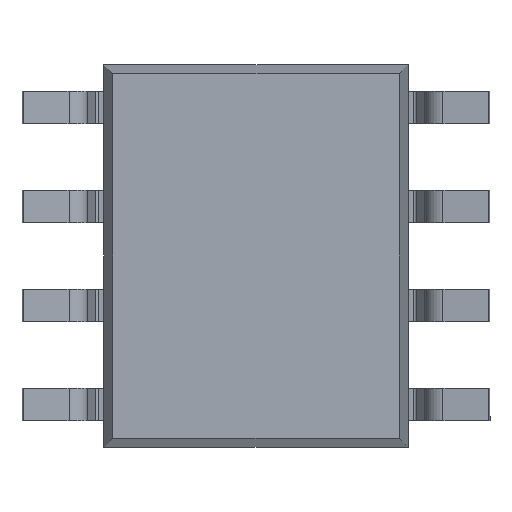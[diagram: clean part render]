
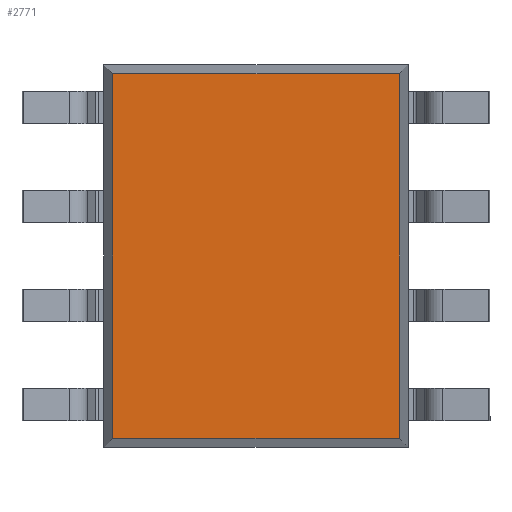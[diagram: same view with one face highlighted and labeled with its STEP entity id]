
A CAD part, front view. The second image highlights one B-rep face of the part: STEP entity #2771.
In plain terms, the highlighted planar face has unit normal (0, -1, 0).
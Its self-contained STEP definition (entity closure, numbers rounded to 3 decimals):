
#110 = CARTESIAN_POINT ( 'NONE',  ( -1.95, 0.25, -2.337 ) ) ;
#116 = ORIENTED_EDGE ( 'NONE', *, *, #1924, .T. ) ;
#123 = VERTEX_POINT ( 'NONE', #807 ) ;
#143 = DIRECTION ( 'NONE',  ( 0., 0., 1. ) ) ;
#179 = VECTOR ( 'NONE', #3348, 1000. ) ;
#314 = CARTESIAN_POINT ( 'NONE',  ( 0., 0.25, 0. ) ) ;
#343 = AXIS2_PLACEMENT_3D ( 'NONE', #314, #1587, #1324 ) ;
#388 = LINE ( 'NONE', #408, #541 ) ;
#408 = CARTESIAN_POINT ( 'NONE',  ( 1.837, 0.25, -2.45 ) ) ;
#541 = VECTOR ( 'NONE', #143, 1000. ) ;
#807 = CARTESIAN_POINT ( 'NONE',  ( 1.837, 0.25, 2.337 ) ) ;
#917 = ORIENTED_EDGE ( 'NONE', *, *, #3352, .T. ) ;
#993 = LINE ( 'NONE', #1331, #1027 ) ;
#1027 = VECTOR ( 'NONE', #3856, 1000. ) ;
#1060 = CARTESIAN_POINT ( 'NONE',  ( -1.837, 0.25, 2.337 ) ) ;
#1324 = DIRECTION ( 'NONE',  ( 1., 0., 0. ) ) ;
#1331 = CARTESIAN_POINT ( 'NONE',  ( -1.837, 0.25, 2.45 ) ) ;
#1401 = CARTESIAN_POINT ( 'NONE',  ( 1.95, 0.25, 2.337 ) ) ;
#1469 = EDGE_CURVE ( 'NONE', #3817, #123, #388, .T. ) ;
#1566 = PLANE ( 'NONE',  #343 ) ;
#1587 = DIRECTION ( 'NONE',  ( 0., -1., 0. ) ) ;
#1674 = ORIENTED_EDGE ( 'NONE', *, *, #3630, .T. ) ;
#1924 = EDGE_CURVE ( 'NONE', #2160, #3817, #3612, .T. ) ;
#2160 = VERTEX_POINT ( 'NONE', #3897 ) ;
#2197 = VERTEX_POINT ( 'NONE', #1060 ) ;
#2485 = VECTOR ( 'NONE', #3924, 1000. ) ;
#2667 = LINE ( 'NONE', #1401, #2485 ) ;
#2700 = CARTESIAN_POINT ( 'NONE',  ( 1.837, 0.25, -2.337 ) ) ;
#2771 = ADVANCED_FACE ( 'NONE', ( #3165 ), #1566, .T. ) ;
#3165 = FACE_OUTER_BOUND ( 'NONE', #3872, .T. ) ;
#3348 = DIRECTION ( 'NONE',  ( 1., 0., 0. ) ) ;
#3352 = EDGE_CURVE ( 'NONE', #123, #2197, #2667, .T. ) ;
#3518 = ORIENTED_EDGE ( 'NONE', *, *, #1469, .T. ) ;
#3612 = LINE ( 'NONE', #110, #179 ) ;
#3630 = EDGE_CURVE ( 'NONE', #2197, #2160, #993, .T. ) ;
#3817 = VERTEX_POINT ( 'NONE', #2700 ) ;
#3856 = DIRECTION ( 'NONE',  ( 0., 0., -1. ) ) ;
#3872 = EDGE_LOOP ( 'NONE', ( #3518, #917, #1674, #116 ) ) ;
#3897 = CARTESIAN_POINT ( 'NONE',  ( -1.837, 0.25, -2.337 ) ) ;
#3924 = DIRECTION ( 'NONE',  ( -1., 0., 0. ) ) ;
